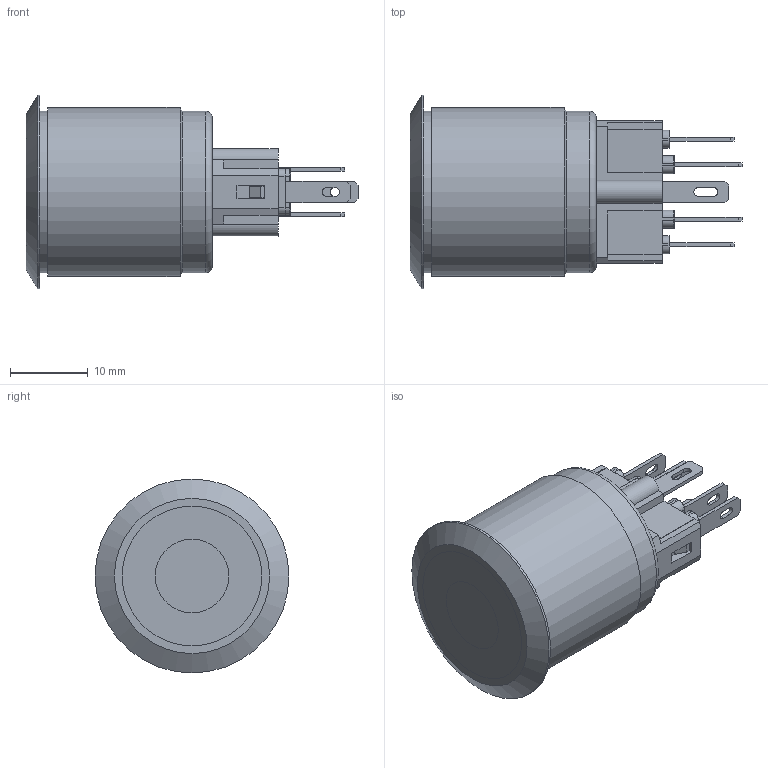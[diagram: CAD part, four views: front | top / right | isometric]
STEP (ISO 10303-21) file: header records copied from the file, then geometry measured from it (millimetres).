
FILE_DESCRIPTION((''),'2;1');
FILE_NAME('PV7F2T0xx-2xx.stp','2017-09-15T11:09:50',('mroman'),(''),'Autodesk Inventor 2012','Autodesk Inventor 2012','');
FILE_SCHEMA(('CONFIG_CONTROL_DESIGN'));
Length unit declared in the file: inch
Products named in the file (1): Part33
Bounding box: 42.8 x 25 x 25 mm (x, y, z)
Volume: 10029.3 mm3; surface area: 3839.5 mm2
Topology: 1 solids, 2 shells, 267 faces, 680 edges, 422 vertices
Faces by surface type: plane 185, cylinder 63, torus 17, cone 2
Full cylindrical faces by diameter (mm): 1.85 x1, 20.8 x2, 21.8 x1, 25 x1
Entity records: 7918 total; most frequent: CARTESIAN_POINT 1358, DIRECTION 1354, ORIENTED_EDGE 1340, EDGE_CURVE 670, VECTOR 522, LINE 522, VERTEX_POINT 420, AXIS2_PLACEMENT_3D 416
